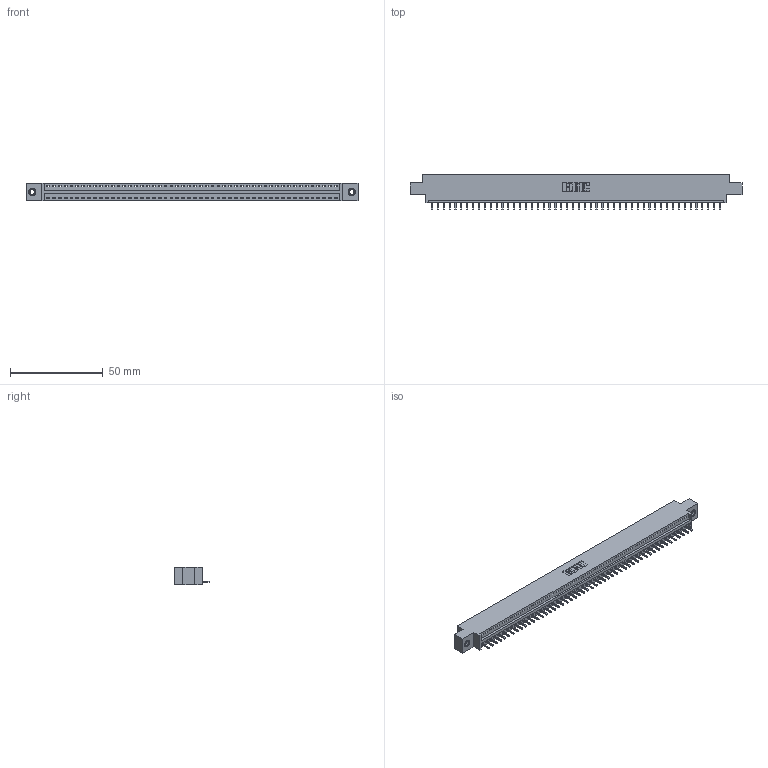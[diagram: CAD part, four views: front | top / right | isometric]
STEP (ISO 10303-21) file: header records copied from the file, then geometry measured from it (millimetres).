
FILE_DESCRIPTION (( 'STEP AP203' ), '1' );
FILE_NAME ('396-050-521-607.STEP', '2018-09-08T03:15:38', ( '' ), ( '' ), 'SwSTEP 2.0', 'SolidWorks 2016', '' );
FILE_SCHEMA (( 'CONFIG_CONTROL_DESIGN' ));
Length unit declared in the file: inch
Products named in the file (4): 396-050-521-607; 346 Part_0.170 Offset - 0.156 Dia-TI; 345-292-001_345-293-121; 345-250-001_345-250-005-103
Assembly tree (53 placements, depth 2):
  396-050-521-607
    346 Part_0.170 Offset - 0.156 Dia-TI
    345-292-001_345-293-121  x50
    345-250-001_345-250-005-103  x2
Bounding box: 179.32 x 19.05 x 9.4 mm (x, y, z)
Volume: 16910 mm3; surface area: 20850.8 mm2
Topology: 53 solids, 53 shells, 3086 faces, 9277 edges, 6110 vertices
Faces by surface type: plane 2112, cylinder 958, cone 12, torus 4
Entity records: 31290 total; most frequent: CARTESIAN_POINT 5345, ORIENTED_EDGE 5322, DIRECTION 4731, EDGE_CURVE 2661, LINE 2309, VECTOR 2309, VERTEX_POINT 1768, AXIS2_PLACEMENT_3D 1211
